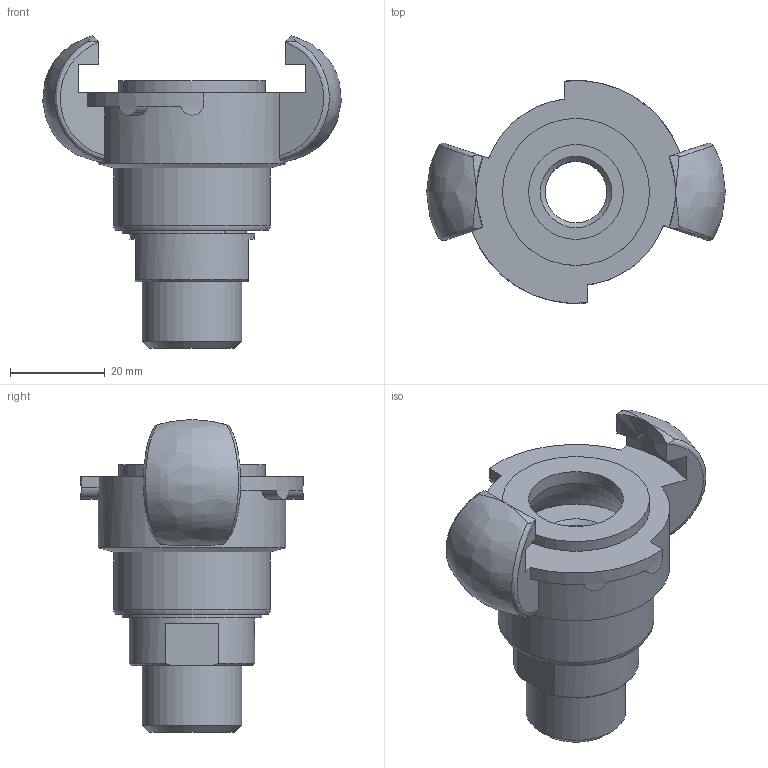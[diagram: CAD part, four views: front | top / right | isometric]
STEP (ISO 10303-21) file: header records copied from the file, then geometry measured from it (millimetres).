
FILE_DESCRIPTION(/* description */ (''),/* implementation_level */ '2;1');
FILE_NAME(/* name */ 'KAG 12-DR.stp',/* time_stamp */ '2020-03-27T08:07:25+01:00',/* author */ ('schnellinger'),/* organization */ (''),/* preprocessor_version */ 'ST-DEVELOPER v17',/* originating_system */ 'Autodesk Inventor 2018',/* authorisation */ '0 mm^3');
FILE_SCHEMA (('AUTOMOTIVE_DESIGN { 1 0 10303 214 3 1 1 }'));
Length unit declared in the file: millimetre
Products named in the file (1): LUE_00015503_Shrinkwrap_1
Bounding box: 62.97 x 47 x 65.9 mm (x, y, z)
Volume: 39983.8 mm3; surface area: 15592.3 mm2
Topology: 1 solids, 1 shells, 96 faces, 266 edges, 180 vertices
Faces by surface type: cylinder 38, plane 35, cone 9, bspline 6, sphere 4, torus 4
Full cylindrical faces by diameter (mm): 13 x1, 20 x1, 20.955 x1, 22.2 x1, 23 x1, 26.4 x2, 26.5 x1, 26.7 x2, 30 x2, 31 x1, 33 x1, 39.5 x1
Entity records: 4018 total; most frequent: CARTESIAN_POINT 1365, ORIENTED_EDGE 532, DIRECTION 525, EDGE_CURVE 266, AXIS2_PLACEMENT_3D 217, VERTEX_POINT 180, CIRCLE 126, EDGE_LOOP 108
